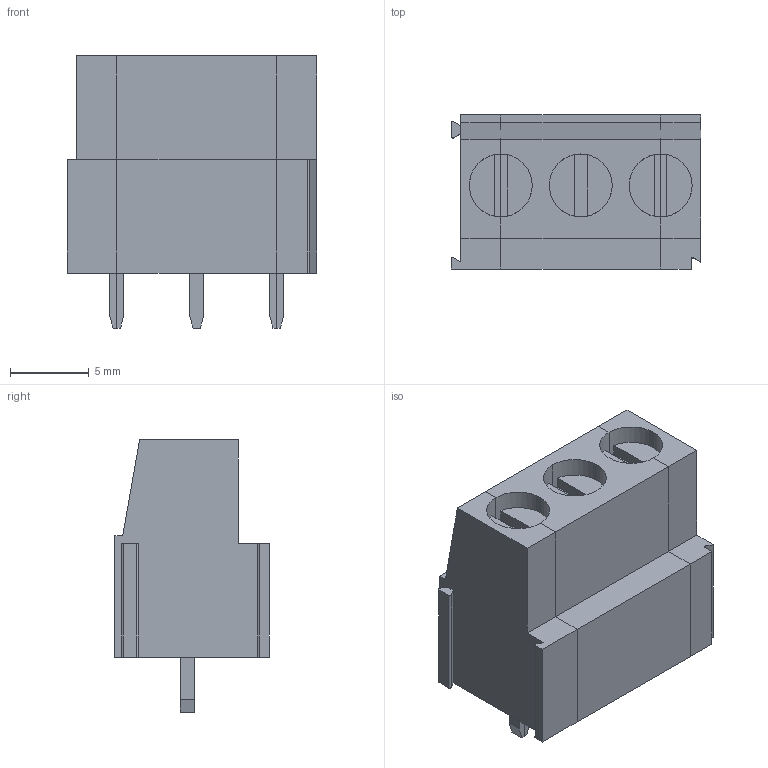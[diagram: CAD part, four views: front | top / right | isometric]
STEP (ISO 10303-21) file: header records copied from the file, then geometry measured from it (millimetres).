
FILE_DESCRIPTION(('STEP AP242'),'1');
FILE_NAME('691216510003s.stp','2022-05-06T14:50:29',('TraceParts'),('TraceParts S.A.'),'Spatial InterOp 3D',' ',' ');
FILE_SCHEMA(('AP242_MANAGED_MODEL_BASED_3D_ENGINEERING_MIM_LF {1 0 10303 442 1 1 4}'));
Length unit declared in the file: millimetre
Products named in the file (1): 691216510003s_1
Bounding box: 15.84 x 9.8 x 17.3 mm (x, y, z)
Volume: 1535.3 mm3; surface area: 1676.8 mm2
Topology: 3 solids, 3 shells, 178 faces, 492 edges, 324 vertices
Faces by surface type: plane 164, cylinder 14
Entity records: 7028 total; most frequent: CARTESIAN_POINT 997, ORIENTED_EDGE 984, DIRECTION 894, EDGE_CURVE 492, LINE 452, VECTOR 452, VERTEX_POINT 324, AXIS2_PLACEMENT_3D 221
